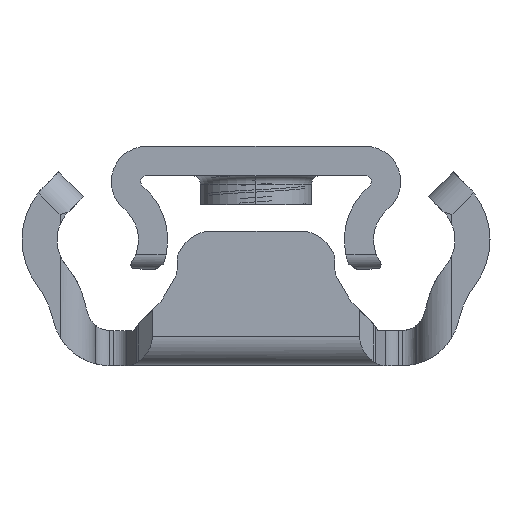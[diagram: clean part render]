
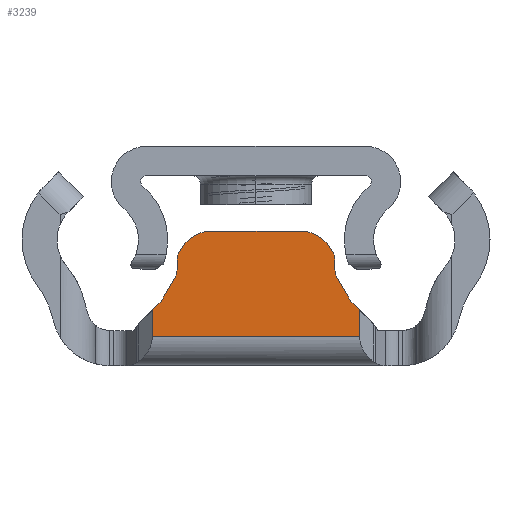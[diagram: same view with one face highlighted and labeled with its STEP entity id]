
A CAD part, left-side view. The second image highlights one B-rep face of the part: STEP entity #3239.
In plain terms, the highlighted planar face has unit normal (-1, 0, 0).
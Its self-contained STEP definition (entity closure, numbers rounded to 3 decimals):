
#1 = DIRECTION ( 'NONE',  ( 0., 0.5, -0.866 ) ) ;
#25 = PLANE ( 'NONE',  #5775 ) ;
#56 = CARTESIAN_POINT ( 'NONE',  ( 1.3, -1.512, 4.6 ) ) ;
#106 = DIRECTION ( 'NONE',  ( 0., 1., 0. ) ) ;
#233 = CARTESIAN_POINT ( 'NONE',  ( 1.3, 3.546, 1. ) ) ;
#248 = VECTOR ( 'NONE', #2614, 1000. ) ;
#259 = CARTESIAN_POINT ( 'NONE',  ( 1.3, -3.24, 2.206 ) ) ;
#271 = CARTESIAN_POINT ( 'NONE',  ( 1.3, -2.551, 4. ) ) ;
#422 = LINE ( 'NONE', #4465, #2712 ) ;
#427 = DIRECTION ( 'NONE',  ( -1., 0., 0. ) ) ;
#615 = CARTESIAN_POINT ( 'NONE',  ( 1.3, 3.2, 3.276 ) ) ;
#748 = LINE ( 'NONE', #3454, #3298 ) ;
#784 = VECTOR ( 'NONE', #964, 1000. ) ;
#797 = CIRCLE ( 'NONE', #1209, 0.5 ) ;
#841 = EDGE_LOOP ( 'NONE', ( #3273, #8144, #4353, #4275, #5917, #3438, #5032, #4745, #6449, #4030, #3812, #3080, #5961, #6430, #7194, #2066, #1480, #6569 ) ) ;
#964 = DIRECTION ( 'NONE',  ( 0., 0.707, -0.707 ) ) ;
#1014 = LINE ( 'NONE', #4198, #2475 ) ;
#1068 = VERTEX_POINT ( 'NONE', #4134 ) ;
#1175 = DIRECTION ( 'NONE',  ( 0., 0., 1. ) ) ;
#1209 = AXIS2_PLACEMENT_3D ( 'NONE', #615, #1969, #4624 ) ;
#1218 = VERTEX_POINT ( 'NONE', #7957 ) ;
#1333 = AXIS2_PLACEMENT_3D ( 'NONE', #5846, #427, #7284 ) ;
#1384 = CARTESIAN_POINT ( 'NONE',  ( 1.3, -2.2, 3.608 ) ) ;
#1385 = CARTESIAN_POINT ( 'NONE',  ( 1.3, -2.633, 3.858 ) ) ;
#1431 = EDGE_CURVE ( 'NONE', #5569, #7148, #2007, .T. ) ;
#1480 = ORIENTED_EDGE ( 'NONE', *, *, #7407, .T. ) ;
#1617 = CARTESIAN_POINT ( 'NONE',  ( 1.3, 3.24, 2.206 ) ) ;
#1619 = VERTEX_POINT ( 'NONE', #5411 ) ;
#1819 = CARTESIAN_POINT ( 'NONE',  ( 1.3, -2.7, 3.608 ) ) ;
#1831 = DIRECTION ( 'NONE',  ( 0., 0.5, -0.866 ) ) ;
#1916 = EDGE_CURVE ( 'NONE', #3363, #3161, #3548, .T. ) ;
#1969 = DIRECTION ( 'NONE',  ( 1., 0., 0. ) ) ;
#1982 = DIRECTION ( 'NONE',  ( 0., 0., -1. ) ) ;
#2007 = CIRCLE ( 'NONE', #7566, 0.5 ) ;
#2066 = ORIENTED_EDGE ( 'NONE', *, *, #8170, .T. ) ;
#2151 = EDGE_CURVE ( 'NONE', #1218, #5161, #4510, .T. ) ;
#2162 = DIRECTION ( 'NONE',  ( 0., 0.707, 0.707 ) ) ;
#2206 = EDGE_CURVE ( 'NONE', #7208, #3461, #422, .T. ) ;
#2264 = VERTEX_POINT ( 'NONE', #4764 ) ;
#2280 = CARTESIAN_POINT ( 'NONE',  ( 1.3, -2.633, 3.858 ) ) ;
#2292 = CARTESIAN_POINT ( 'NONE',  ( 1.3, -3.24, 2.206 ) ) ;
#2456 = CARTESIAN_POINT ( 'NONE',  ( 1.3, 2.2, 3.608 ) ) ;
#2475 = VECTOR ( 'NONE', #2162, 1000. ) ;
#2614 = DIRECTION ( 'NONE',  ( 0., 0., 1. ) ) ;
#2654 = CARTESIAN_POINT ( 'NONE',  ( 1.3, 2.633, 3.858 ) ) ;
#2676 = DIRECTION ( 'NONE',  ( 0., 0., -1. ) ) ;
#2712 = VECTOR ( 'NONE', #3079, 1000. ) ;
#2734 = VECTOR ( 'NONE', #4041, 1000. ) ;
#2792 = EDGE_CURVE ( 'NONE', #3469, #1218, #7936, .T. ) ;
#2822 = FACE_OUTER_BOUND ( 'NONE', #841, .T. ) ;
#2863 = DIRECTION ( 'NONE',  ( 1., 0., 0. ) ) ;
#3079 = DIRECTION ( 'NONE',  ( 0., -1., 0. ) ) ;
#3080 = ORIENTED_EDGE ( 'NONE', *, *, #1916, .T. ) ;
#3161 = VERTEX_POINT ( 'NONE', #4518 ) ;
#3180 = CARTESIAN_POINT ( 'NONE',  ( 1.3, -2.7, 3.276 ) ) ;
#3239 = ADVANCED_FACE ( 'NONE', ( #2822 ), #25, .F. ) ;
#3245 = LINE ( 'NONE', #4027, #5927 ) ;
#3273 = ORIENTED_EDGE ( 'NONE', *, *, #7582, .T. ) ;
#3298 = VECTOR ( 'NONE', #1, 1000. ) ;
#3363 = VERTEX_POINT ( 'NONE', #8085 ) ;
#3411 = CARTESIAN_POINT ( 'NONE',  ( 1.3, 3.24, 2.206 ) ) ;
#3438 = ORIENTED_EDGE ( 'NONE', *, *, #2151, .T. ) ;
#3454 = CARTESIAN_POINT ( 'NONE',  ( 1.3, 3.24, 2.206 ) ) ;
#3461 = VERTEX_POINT ( 'NONE', #6342 ) ;
#3465 = CARTESIAN_POINT ( 'NONE',  ( 1.3, -3.546, 6.626 ) ) ;
#3469 = VERTEX_POINT ( 'NONE', #2292 ) ;
#3533 = VERTEX_POINT ( 'NONE', #6557 ) ;
#3548 = CIRCLE ( 'NONE', #8408, 1.2 ) ;
#3812 = ORIENTED_EDGE ( 'NONE', *, *, #7099, .T. ) ;
#3908 = EDGE_CURVE ( 'NONE', #7148, #4458, #7395, .T. ) ;
#3916 = CARTESIAN_POINT ( 'NONE',  ( 1.3, -2.7, 3.276 ) ) ;
#3971 = CARTESIAN_POINT ( 'NONE',  ( 1.3, -1.512, 4.6 ) ) ;
#4027 = CARTESIAN_POINT ( 'NONE',  ( 1.3, 3.546, 6.626 ) ) ;
#4030 = ORIENTED_EDGE ( 'NONE', *, *, #4191, .T. ) ;
#4041 = DIRECTION ( 'NONE',  ( 0., 0.5, 0.866 ) ) ;
#4067 = LINE ( 'NONE', #3465, #5091 ) ;
#4104 = VERTEX_POINT ( 'NONE', #4247 ) ;
#4134 = CARTESIAN_POINT ( 'NONE',  ( 1.3, 3.546, 1.9 ) ) ;
#4191 = EDGE_CURVE ( 'NONE', #4458, #4192, #8291, .T. ) ;
#4192 = VERTEX_POINT ( 'NONE', #3971 ) ;
#4198 = CARTESIAN_POINT ( 'NONE',  ( 1.3, -3.24, 2.206 ) ) ;
#4247 = CARTESIAN_POINT ( 'NONE',  ( 1.3, 2.633, 3.858 ) ) ;
#4254 = VECTOR ( 'NONE', #1831, 1000. ) ;
#4275 = ORIENTED_EDGE ( 'NONE', *, *, #5923, .T. ) ;
#4279 = DIRECTION ( 'NONE',  ( -1., 0., 0. ) ) ;
#4353 = ORIENTED_EDGE ( 'NONE', *, *, #7073, .F. ) ;
#4363 = VERTEX_POINT ( 'NONE', #3411 ) ;
#4458 = VERTEX_POINT ( 'NONE', #271 ) ;
#4465 = CARTESIAN_POINT ( 'NONE',  ( 1.3, 3.546, 1. ) ) ;
#4510 = CIRCLE ( 'NONE', #7993, 0.5 ) ;
#4513 = EDGE_CURVE ( 'NONE', #4363, #1068, #7670, .T. ) ;
#4518 = CARTESIAN_POINT ( 'NONE',  ( 1.3, 2.551, 4. ) ) ;
#4613 = LINE ( 'NONE', #3916, #248 ) ;
#4624 = DIRECTION ( 'NONE',  ( 0., 0., 1. ) ) ;
#4686 = VECTOR ( 'NONE', #106, 1000. ) ;
#4745 = ORIENTED_EDGE ( 'NONE', *, *, #1431, .T. ) ;
#4764 = CARTESIAN_POINT ( 'NONE',  ( 1.3, 2.7, 3.276 ) ) ;
#4939 = VECTOR ( 'NONE', #6133, 1000. ) ;
#4965 = CIRCLE ( 'NONE', #7192, 0.5 ) ;
#5032 = ORIENTED_EDGE ( 'NONE', *, *, #8555, .T. ) ;
#5091 = VECTOR ( 'NONE', #2676, 1000. ) ;
#5161 = VERTEX_POINT ( 'NONE', #3180 ) ;
#5248 = DIRECTION ( 'NONE',  ( 0., 0., 1. ) ) ;
#5411 = CARTESIAN_POINT ( 'NONE',  ( 1.3, 2.7, 3.608 ) ) ;
#5513 = CARTESIAN_POINT ( 'NONE',  ( 1.3, 3.546, -1.8 ) ) ;
#5569 = VERTEX_POINT ( 'NONE', #1819 ) ;
#5725 = DIRECTION ( 'NONE',  ( 1., 0., 0. ) ) ;
#5775 = AXIS2_PLACEMENT_3D ( 'NONE', #5513, #2863, #6124 ) ;
#5846 = CARTESIAN_POINT ( 'NONE',  ( 1.3, -1.512, 3.4 ) ) ;
#5917 = ORIENTED_EDGE ( 'NONE', *, *, #2792, .T. ) ;
#5923 = EDGE_CURVE ( 'NONE', #3533, #3469, #1014, .T. ) ;
#5927 = VECTOR ( 'NONE', #1982, 1000. ) ;
#5961 = ORIENTED_EDGE ( 'NONE', *, *, #6606, .T. ) ;
#6023 = LINE ( 'NONE', #56, #4686 ) ;
#6078 = VECTOR ( 'NONE', #6684, 1000. ) ;
#6124 = DIRECTION ( 'NONE',  ( 0., 0., -1. ) ) ;
#6133 = DIRECTION ( 'NONE',  ( 0., 0.5, 0.866 ) ) ;
#6342 = CARTESIAN_POINT ( 'NONE',  ( 1.3, -3.546, 1. ) ) ;
#6364 = CARTESIAN_POINT ( 'NONE',  ( 1.3, 2.767, 3.026 ) ) ;
#6430 = ORIENTED_EDGE ( 'NONE', *, *, #8033, .T. ) ;
#6447 = CARTESIAN_POINT ( 'NONE',  ( 1.3, 1.512, 3.4 ) ) ;
#6449 = ORIENTED_EDGE ( 'NONE', *, *, #3908, .T. ) ;
#6493 = DIRECTION ( 'NONE',  ( -1., 0., 0. ) ) ;
#6557 = CARTESIAN_POINT ( 'NONE',  ( 1.3, -3.546, 1.9 ) ) ;
#6569 = ORIENTED_EDGE ( 'NONE', *, *, #4513, .T. ) ;
#6606 = EDGE_CURVE ( 'NONE', #3161, #4104, #7184, .T. ) ;
#6684 = DIRECTION ( 'NONE',  ( 0., 0., -1. ) ) ;
#6694 = DIRECTION ( 'NONE',  ( 0., 0., 1. ) ) ;
#7073 = EDGE_CURVE ( 'NONE', #3533, #3461, #4067, .T. ) ;
#7099 = EDGE_CURVE ( 'NONE', #4192, #3363, #6023, .T. ) ;
#7148 = VERTEX_POINT ( 'NONE', #2280 ) ;
#7184 = LINE ( 'NONE', #2654, #4254 ) ;
#7192 = AXIS2_PLACEMENT_3D ( 'NONE', #2456, #4279, #8242 ) ;
#7194 = ORIENTED_EDGE ( 'NONE', *, *, #7728, .T. ) ;
#7208 = VERTEX_POINT ( 'NONE', #233 ) ;
#7210 = LINE ( 'NONE', #8552, #6078 ) ;
#7284 = DIRECTION ( 'NONE',  ( 0., 0., 1. ) ) ;
#7395 = LINE ( 'NONE', #1385, #2734 ) ;
#7407 = EDGE_CURVE ( 'NONE', #8428, #4363, #748, .T. ) ;
#7434 = DIRECTION ( 'NONE',  ( -1., 0., 0. ) ) ;
#7566 = AXIS2_PLACEMENT_3D ( 'NONE', #1384, #7434, #6694 ) ;
#7582 = EDGE_CURVE ( 'NONE', #1068, #7208, #3245, .T. ) ;
#7670 = LINE ( 'NONE', #1617, #784 ) ;
#7728 = EDGE_CURVE ( 'NONE', #1619, #2264, #7210, .T. ) ;
#7936 = LINE ( 'NONE', #259, #4939 ) ;
#7957 = CARTESIAN_POINT ( 'NONE',  ( 1.3, -2.767, 3.026 ) ) ;
#7993 = AXIS2_PLACEMENT_3D ( 'NONE', #8553, #5725, #5248 ) ;
#8033 = EDGE_CURVE ( 'NONE', #4104, #1619, #4965, .T. ) ;
#8085 = CARTESIAN_POINT ( 'NONE',  ( 1.3, 1.512, 4.6 ) ) ;
#8144 = ORIENTED_EDGE ( 'NONE', *, *, #2206, .T. ) ;
#8170 = EDGE_CURVE ( 'NONE', #2264, #8428, #797, .T. ) ;
#8242 = DIRECTION ( 'NONE',  ( 0., 0., 1. ) ) ;
#8291 = CIRCLE ( 'NONE', #1333, 1.2 ) ;
#8408 = AXIS2_PLACEMENT_3D ( 'NONE', #6447, #6493, #1175 ) ;
#8428 = VERTEX_POINT ( 'NONE', #6364 ) ;
#8552 = CARTESIAN_POINT ( 'NONE',  ( 1.3, 2.7, 3.276 ) ) ;
#8553 = CARTESIAN_POINT ( 'NONE',  ( 1.3, -3.2, 3.276 ) ) ;
#8555 = EDGE_CURVE ( 'NONE', #5161, #5569, #4613, .T. ) ;
